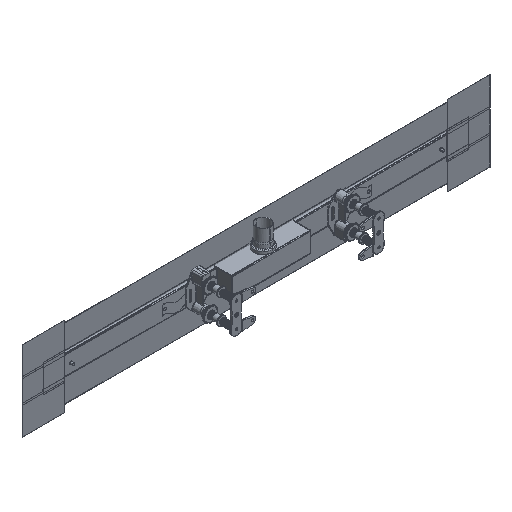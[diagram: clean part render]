
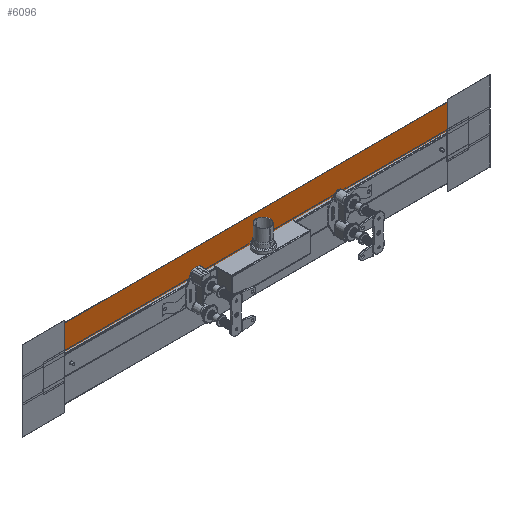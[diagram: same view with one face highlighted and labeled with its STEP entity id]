
A CAD part, isometric view. The second image highlights one B-rep face of the part: STEP entity #6096.
In plain terms, the highlighted planar face has unit normal (0, -1, 0).
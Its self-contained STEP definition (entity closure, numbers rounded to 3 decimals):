
#6057=CARTESIAN_POINT('Axis2P3D Location',(0.,0.,0.)) ;
#6062=CARTESIAN_POINT('Line Origine',(0.,0.,-83.)) ;
#6066=CARTESIAN_POINT('Vertex',(600.,0.,-83.)) ;
#6068=CARTESIAN_POINT('Vertex',(-600.,0.,-83.)) ;
#6071=CARTESIAN_POINT('Line Origine',(600.,0.,-38.)) ;
#6075=CARTESIAN_POINT('Vertex',(600.,0.,7.)) ;
#6078=CARTESIAN_POINT('Line Origine',(0.,0.,7.)) ;
#6082=CARTESIAN_POINT('Vertex',(-600.,0.,7.)) ;
#6085=CARTESIAN_POINT('Line Origine',(-600.,0.,-38.)) ;
#6064=VECTOR('Line Direction',#6063,1.) ;
#6073=VECTOR('Line Direction',#6072,1.) ;
#6080=VECTOR('Line Direction',#6079,1.) ;
#6087=VECTOR('Line Direction',#6086,1.) ;
#6058=DIRECTION('Axis2P3D Direction',(-0.,1.,0.)) ;
#6059=DIRECTION('Axis2P3D XDirection',(1.,0.,0.)) ;
#6063=DIRECTION('Vector Direction',(-1.,0.,0.)) ;
#6072=DIRECTION('Vector Direction',(0.,0.,1.)) ;
#6079=DIRECTION('Vector Direction',(1.,0.,0.)) ;
#6086=DIRECTION('Vector Direction',(0.,0.,-1.)) ;
#6060=AXIS2_PLACEMENT_3D('Plane Axis2P3D',#6057,#6058,#6059) ;
#6065=LINE('Line',#6062,#6064) ;
#6074=LINE('Line',#6071,#6073) ;
#6081=LINE('Line',#6078,#6080) ;
#6088=LINE('Line',#6085,#6087) ;
#6061=PLANE('',#6060) ;
#6070=EDGE_CURVE('',#6067,#6069,#6065,.T.) ;
#6077=EDGE_CURVE('',#6067,#6076,#6074,.T.) ;
#6084=EDGE_CURVE('',#6083,#6076,#6081,.T.) ;
#6089=EDGE_CURVE('',#6083,#6069,#6088,.T.) ;
#6091=ORIENTED_EDGE('',*,*,#6070,.F.) ;
#6092=ORIENTED_EDGE('',*,*,#6077,.T.) ;
#6093=ORIENTED_EDGE('',*,*,#6084,.F.) ;
#6094=ORIENTED_EDGE('',*,*,#6089,.T.) ;
#6090=EDGE_LOOP('',(#6091,#6092,#6093,#6094)) ;
#6067=VERTEX_POINT('',#6066) ;
#6069=VERTEX_POINT('',#6068) ;
#6076=VERTEX_POINT('',#6075) ;
#6083=VERTEX_POINT('',#6082) ;
#6096=ADVANCED_FACE('Hauptk\X2\00F6\X0\rper',(#6095),#6061,.F.) ;
#6095=FACE_OUTER_BOUND('',#6090,.T.) ;
